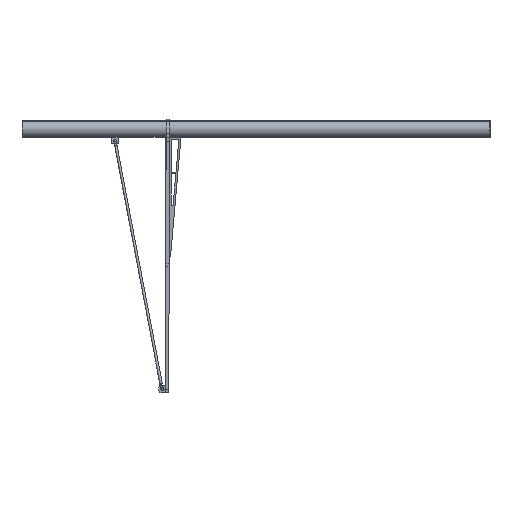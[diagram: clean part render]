
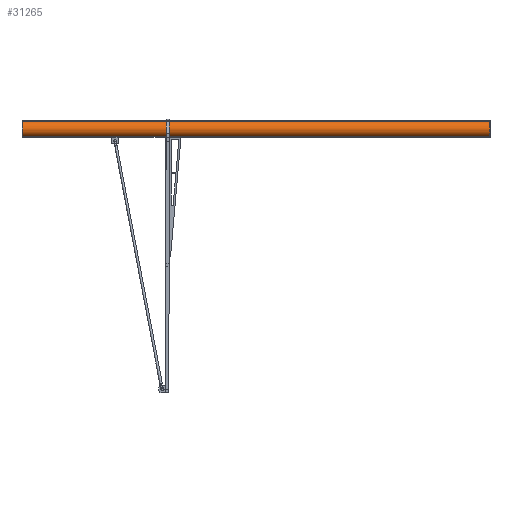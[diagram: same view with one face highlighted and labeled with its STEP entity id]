
A CAD part, left-side view. The second image highlights one B-rep face of the part: STEP entity #31265.
In plain terms, the highlighted cylindrical face has radius 63.5 mm (diameter 127 mm), a full revolution.
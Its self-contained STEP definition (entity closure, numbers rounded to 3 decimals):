
#10814 = VERTEX_POINT('',#10815);
#10815 = CARTESIAN_POINT('',(-26004.494,2528.502,
    -63.341));
#10821 = EDGE_CURVE('',#10822,#10814,#10824,.T.);
#10822 = VERTEX_POINT('',#10823);
#10823 = CARTESIAN_POINT('',(-25995.506,2528.502,
    -63.341));
#10824 = CIRCLE('',#10825,63.5);
#10825 = AXIS2_PLACEMENT_3D('',#10826,#10827,#10828);
#10826 = CARTESIAN_POINT('',(-26000.,2528.416,0.));
#10827 = DIRECTION('',(0.,1.,0.001));
#10828 = DIRECTION('',(0.,0.001,-1.));
#14192 = EDGE_CURVE('',#10814,#14193,#14195,.T.);
#14193 = VERTEX_POINT('',#14194);
#14194 = CARTESIAN_POINT('',(-26003.985,2503.502,
    -63.375));
#14195 = ( BOUNDED_CURVE() B_SPLINE_CURVE(2,(#14196,#14197,#14198),
.UNSPECIFIED.,.F.,.F.) B_SPLINE_CURVE_WITH_KNOTS((3,3),(0.,
2.501),.PIECEWISE_BEZIER_KNOTS.) CURVE() 
GEOMETRIC_REPRESENTATION_ITEM() RATIONAL_B_SPLINE_CURVE((1.,
1.,1.)) REPRESENTATION_ITEM('') );
#14196 = CARTESIAN_POINT('',(-26004.494,2528.502,
    -63.341));
#14197 = CARTESIAN_POINT('',(-26004.239,2515.251,
    -63.359));
#14198 = CARTESIAN_POINT('',(-26003.985,2503.502,
    -63.375));
#14216 = EDGE_CURVE('',#14217,#10822,#14219,.T.);
#14217 = VERTEX_POINT('',#14218);
#14218 = CARTESIAN_POINT('',(-25996.015,2503.502,
    -63.375));
#14219 = ( BOUNDED_CURVE() B_SPLINE_CURVE(2,(#14220,#14221,#14222),
.UNSPECIFIED.,.F.,.F.) B_SPLINE_CURVE_WITH_KNOTS((3,3),(0.,
2.501),.PIECEWISE_BEZIER_KNOTS.) CURVE() 
GEOMETRIC_REPRESENTATION_ITEM() RATIONAL_B_SPLINE_CURVE((1.,
1.,1.)) REPRESENTATION_ITEM('') );
#14220 = CARTESIAN_POINT('',(-25996.015,2503.502,
    -63.375));
#14221 = CARTESIAN_POINT('',(-25995.761,2515.251,
    -63.359));
#14222 = CARTESIAN_POINT('',(-25995.506,2528.502,
    -63.341));
#20578 = VERTEX_POINT('',#20579);
#20579 = CARTESIAN_POINT('',(-26000.,2503.502,-63.5));
#21180 = EDGE_CURVE('',#14193,#20578,#21181,.T.);
#21181 = CIRCLE('',#21182,63.5);
#21182 = AXIS2_PLACEMENT_3D('',#21183,#21184,#21185);
#21183 = CARTESIAN_POINT('',(-26000.,2503.416,0.));
#21184 = DIRECTION('',(0.,-1.,-0.001));
#21185 = DIRECTION('',(0.,0.001,-1.));
#21187 = EDGE_CURVE('',#20578,#14217,#21188,.T.);
#21188 = CIRCLE('',#21189,63.5);
#21189 = AXIS2_PLACEMENT_3D('',#21190,#21191,#21192);
#21190 = CARTESIAN_POINT('',(-26000.,2503.416,0.));
#21191 = DIRECTION('',(0.,-1.,-0.001));
#21192 = DIRECTION('',(0.,0.001,-1.));
#31265 = ADVANCED_FACE('',(#31266,#31302),#31309,.T.);
#31266 = FACE_BOUND('',#31267,.T.);
#31267 = EDGE_LOOP('',(#31268,#31279,#31287,#31294,#31295));
#31268 = ORIENTED_EDGE('',*,*,#31269,.F.);
#31269 = EDGE_CURVE('',#31270,#31272,#31274,.T.);
#31270 = VERTEX_POINT('',#31271);
#31271 = CARTESIAN_POINT('',(-26063.5,3651.,0.)
  );
#31272 = VERTEX_POINT('',#31273);
#31273 = CARTESIAN_POINT('',(-26000.,3651.,-63.5));
#31274 = CIRCLE('',#31275,63.5);
#31275 = AXIS2_PLACEMENT_3D('',#31276,#31277,#31278);
#31276 = CARTESIAN_POINT('',(-26000.,3651.,0.));
#31277 = DIRECTION('',(0.,1.,0.));
#31278 = DIRECTION('',(-1.,0.,0.));
#31279 = ORIENTED_EDGE('',*,*,#31280,.T.);
#31280 = EDGE_CURVE('',#31270,#31281,#31283,.T.);
#31281 = VERTEX_POINT('',#31282);
#31282 = CARTESIAN_POINT('',(-26063.5,-5.,0.));
#31283 = LINE('',#31284,#31285);
#31284 = CARTESIAN_POINT('',(-26063.5,3650.,0.));
#31285 = VECTOR('',#31286,1.);
#31286 = DIRECTION('',(0.,-1.,0.));
#31287 = ORIENTED_EDGE('',*,*,#31288,.F.);
#31288 = EDGE_CURVE('',#31281,#31281,#31289,.T.);
#31289 = CIRCLE('',#31290,63.5);
#31290 = AXIS2_PLACEMENT_3D('',#31291,#31292,#31293);
#31291 = CARTESIAN_POINT('',(-26000.,-5.,0.));
#31292 = DIRECTION('',(0.,-1.,0.));
#31293 = DIRECTION('',(-1.,0.,0.));
#31294 = ORIENTED_EDGE('',*,*,#31280,.F.);
#31295 = ORIENTED_EDGE('',*,*,#31296,.F.);
#31296 = EDGE_CURVE('',#31272,#31270,#31297,.T.);
#31297 = CIRCLE('',#31298,63.5);
#31298 = AXIS2_PLACEMENT_3D('',#31299,#31300,#31301);
#31299 = CARTESIAN_POINT('',(-26000.,3651.,0.));
#31300 = DIRECTION('',(0.,1.,0.));
#31301 = DIRECTION('',(-1.,0.,0.));
#31302 = FACE_BOUND('',#31303,.T.);
#31303 = EDGE_LOOP('',(#31304,#31305,#31306,#31307,#31308));
#31304 = ORIENTED_EDGE('',*,*,#21187,.T.);
#31305 = ORIENTED_EDGE('',*,*,#14216,.T.);
#31306 = ORIENTED_EDGE('',*,*,#10821,.T.);
#31307 = ORIENTED_EDGE('',*,*,#14192,.T.);
#31308 = ORIENTED_EDGE('',*,*,#21180,.T.);
#31309 = CYLINDRICAL_SURFACE('',#31310,63.5);
#31310 = AXIS2_PLACEMENT_3D('',#31311,#31312,#31313);
#31311 = CARTESIAN_POINT('',(-26000.,3650.,0.));
#31312 = DIRECTION('',(0.,1.,0.));
#31313 = DIRECTION('',(1.,0.,0.));
